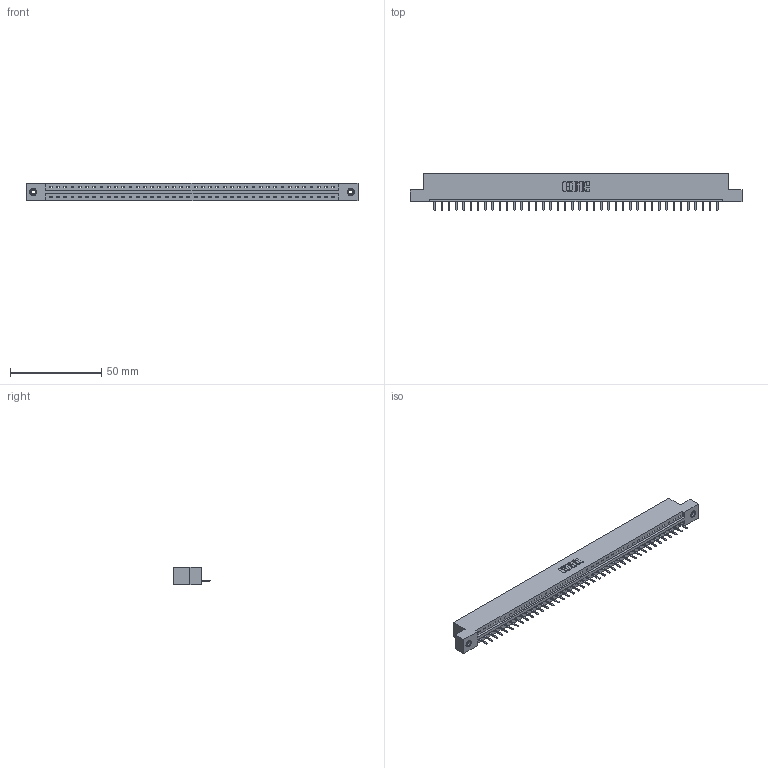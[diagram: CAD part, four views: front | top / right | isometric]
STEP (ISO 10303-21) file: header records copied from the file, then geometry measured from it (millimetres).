
FILE_DESCRIPTION (( 'STEP AP203' ), '1' );
FILE_NAME ('337-040-520-108.STEP', '2018-08-08T08:57:07', ( '' ), ( '' ), 'SwSTEP 2.0', 'SolidWorks 2016', '' );
FILE_SCHEMA (( 'CONFIG_CONTROL_DESIGN' ));
Length unit declared in the file: inch
Products named in the file (4): 337 Part_Flush Mounting Lugs - 0.156 Dia-TI; 345-292-001_345-293-120; 345-250-001_345-250-003-102; 337-040-520-108
Assembly tree (43 placements, depth 2):
  337-040-520-108
    337 Part_Flush Mounting Lugs - 0.156 Dia-TI
    345-292-001_345-293-120  x40
    345-250-001_345-250-003-102  x2
Bounding box: 181.51 x 20.02 x 9.4 mm (x, y, z)
Volume: 18718.1 mm3; surface area: 18946.9 mm2
Topology: 43 solids, 43 shells, 2814 faces, 8287 edges, 5410 vertices
Faces by surface type: plane 2022, cylinder 776, cone 12, torus 4
Entity records: 31292 total; most frequent: CARTESIAN_POINT 5441, ORIENTED_EDGE 5398, DIRECTION 4605, EDGE_CURVE 2699, LINE 2547, VECTOR 2547, VERTEX_POINT 1792, AXIS2_PLACEMENT_3D 1029
